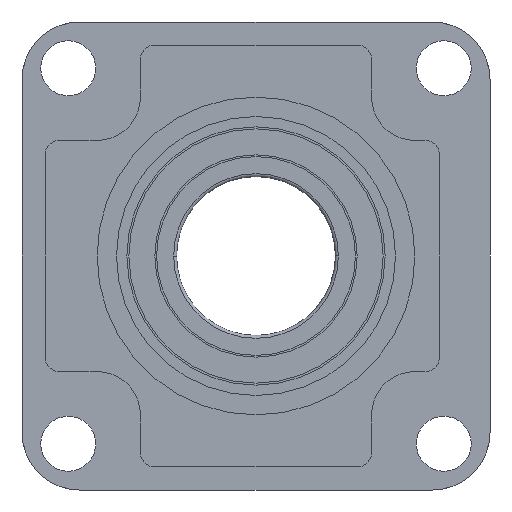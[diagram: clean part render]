
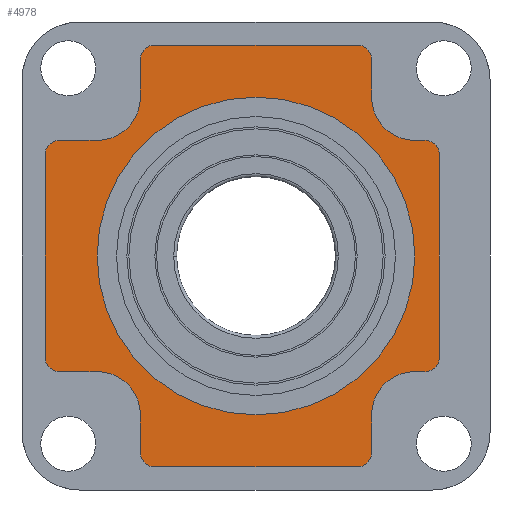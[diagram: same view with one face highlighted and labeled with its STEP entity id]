
A CAD part, front view. The second image highlights one B-rep face of the part: STEP entity #4978.
In plain terms, the highlighted planar face has unit normal (0, -1, 0).
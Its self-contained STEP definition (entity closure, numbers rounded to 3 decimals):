
#1317=CARTESIAN_POINT('',(0.,-13.5,0.));
#1318=DIRECTION('',(0.,1.,0.));
#1319=DIRECTION('',(-1.,0.,0.));
#1320=AXIS2_PLACEMENT_3D('',#1317,#1318,#1319);
#1326=CARTESIAN_POINT('',(35.,-13.5,-68.));
#1327=DIRECTION('',(0.,-1.,0.));
#1328=DIRECTION('',(0.,0.,-1.));
#1329=AXIS2_PLACEMENT_3D('',#1326,#1327,#1328);
#1331=DIRECTION('',(1.,0.,0.));
#1332=VECTOR('',#1331,70.);
#1333=CARTESIAN_POINT('',(-35.,-13.5,-73.));
#1334=LINE('',#1333,#1332);
#1335=CARTESIAN_POINT('',(-35.,-13.5,-68.));
#1336=DIRECTION('',(0.,-1.,0.));
#1337=DIRECTION('',(-1.,0.,0.));
#1338=AXIS2_PLACEMENT_3D('',#1335,#1336,#1337);
#1340=DIRECTION('',(0.,0.,-1.));
#1341=VECTOR('',#1340,13.);
#1342=CARTESIAN_POINT('',(-40.,-13.5,-55.));
#1343=LINE('',#1342,#1341);
#1344=CARTESIAN_POINT('',(-55.,-13.5,-55.));
#1345=DIRECTION('',(0.,1.,0.));
#1346=DIRECTION('',(0.,0.,1.));
#1347=AXIS2_PLACEMENT_3D('',#1344,#1345,#1346);
#1349=DIRECTION('',(1.,0.,0.));
#1350=VECTOR('',#1349,13.);
#1351=CARTESIAN_POINT('',(-68.,-13.5,-40.));
#1352=LINE('',#1351,#1350);
#1353=CARTESIAN_POINT('',(-68.,-13.5,-35.));
#1354=DIRECTION('',(0.,-1.,0.));
#1355=DIRECTION('',(-1.,0.,0.));
#1356=AXIS2_PLACEMENT_3D('',#1353,#1354,#1355);
#1358=DIRECTION('',(0.,0.,-1.));
#1359=VECTOR('',#1358,70.);
#1360=CARTESIAN_POINT('',(-73.,-13.5,35.));
#1361=LINE('',#1360,#1359);
#1362=CARTESIAN_POINT('',(-68.,-13.5,35.));
#1363=DIRECTION('',(0.,-1.,0.));
#1364=DIRECTION('',(0.,0.,1.));
#1365=AXIS2_PLACEMENT_3D('',#1362,#1363,#1364);
#1367=DIRECTION('',(-1.,0.,0.));
#1368=VECTOR('',#1367,13.);
#1369=CARTESIAN_POINT('',(-55.,-13.5,40.));
#1370=LINE('',#1369,#1368);
#1371=CARTESIAN_POINT('',(-55.,-13.5,55.));
#1372=DIRECTION('',(0.,1.,0.));
#1373=DIRECTION('',(1.,0.,0.));
#1374=AXIS2_PLACEMENT_3D('',#1371,#1372,#1373);
#1376=DIRECTION('',(0.,0.,-1.));
#1377=VECTOR('',#1376,13.);
#1378=CARTESIAN_POINT('',(-40.,-13.5,68.));
#1379=LINE('',#1378,#1377);
#1380=CARTESIAN_POINT('',(-35.,-13.5,68.));
#1381=DIRECTION('',(0.,-1.,0.));
#1382=DIRECTION('',(0.,0.,1.));
#1383=AXIS2_PLACEMENT_3D('',#1380,#1381,#1382);
#1385=DIRECTION('',(-1.,0.,0.));
#1386=VECTOR('',#1385,70.);
#1387=CARTESIAN_POINT('',(35.,-13.5,73.));
#1388=LINE('',#1387,#1386);
#1389=CARTESIAN_POINT('',(35.,-13.5,68.));
#1390=DIRECTION('',(0.,-1.,0.));
#1391=DIRECTION('',(1.,0.,0.));
#1392=AXIS2_PLACEMENT_3D('',#1389,#1390,#1391);
#1394=DIRECTION('',(0.,0.,1.));
#1395=VECTOR('',#1394,13.);
#1396=CARTESIAN_POINT('',(40.,-13.5,55.));
#1397=LINE('',#1396,#1395);
#1398=CARTESIAN_POINT('',(55.,-13.5,55.));
#1399=DIRECTION('',(0.,1.,0.));
#1400=DIRECTION('',(0.,0.,-1.));
#1401=AXIS2_PLACEMENT_3D('',#1398,#1399,#1400);
#1403=DIRECTION('',(-1.,0.,0.));
#1404=VECTOR('',#1403,3.5);
#1405=CARTESIAN_POINT('',(58.5,-13.5,40.));
#1406=LINE('',#1405,#1404);
#1407=CARTESIAN_POINT('',(58.5,-13.5,35.));
#1408=DIRECTION('',(0.,-1.,0.));
#1409=DIRECTION('',(1.,0.,0.));
#1410=AXIS2_PLACEMENT_3D('',#1407,#1408,#1409);
#1412=DIRECTION('',(0.,0.,1.));
#1413=VECTOR('',#1412,70.);
#1414=CARTESIAN_POINT('',(63.5,-13.5,-35.));
#1415=LINE('',#1414,#1413);
#1416=CARTESIAN_POINT('',(58.5,-13.5,-35.));
#1417=DIRECTION('',(0.,-1.,0.));
#1418=DIRECTION('',(0.,0.,-1.));
#1419=AXIS2_PLACEMENT_3D('',#1416,#1417,#1418);
#1421=DIRECTION('',(1.,0.,0.));
#1422=VECTOR('',#1421,3.5);
#1423=CARTESIAN_POINT('',(55.,-13.5,-40.));
#1424=LINE('',#1423,#1422);
#1425=CARTESIAN_POINT('',(55.,-13.5,-55.));
#1426=DIRECTION('',(0.,1.,0.));
#1427=DIRECTION('',(-1.,0.,0.));
#1428=AXIS2_PLACEMENT_3D('',#1425,#1426,#1427);
#1430=DIRECTION('',(0.,0.,1.));
#1431=VECTOR('',#1430,13.);
#1432=CARTESIAN_POINT('',(40.,-13.5,-68.));
#1433=LINE('',#1432,#1431);
#1434=CARTESIAN_POINT('',(0.,-13.5,0.));
#1435=DIRECTION('',(0.,1.,0.));
#1436=DIRECTION('',(1.,0.,0.));
#1437=AXIS2_PLACEMENT_3D('',#1434,#1435,#1436);
#3077=CARTESIAN_POINT('',(40.,-13.5,-55.));
#3078=CARTESIAN_POINT('',(55.,-13.5,-40.));
#3079=VERTEX_POINT('',#3077);
#3080=VERTEX_POINT('',#3078);
#3081=CARTESIAN_POINT('',(55.,-13.5,40.));
#3082=CARTESIAN_POINT('',(40.,-13.5,55.));
#3083=VERTEX_POINT('',#3081);
#3084=VERTEX_POINT('',#3082);
#3085=CARTESIAN_POINT('',(-40.,-13.5,55.));
#3086=CARTESIAN_POINT('',(-55.,-13.5,40.));
#3087=VERTEX_POINT('',#3085);
#3088=VERTEX_POINT('',#3086);
#3089=CARTESIAN_POINT('',(-55.,-13.5,-40.));
#3090=CARTESIAN_POINT('',(-40.,-13.5,-55.));
#3091=VERTEX_POINT('',#3089);
#3092=VERTEX_POINT('',#3090);
#3109=CARTESIAN_POINT('',(35.,-13.5,-73.));
#3110=CARTESIAN_POINT('',(40.,-13.5,-68.));
#3111=VERTEX_POINT('',#3109);
#3112=VERTEX_POINT('',#3110);
#3117=CARTESIAN_POINT('',(-40.,-13.5,-68.));
#3118=CARTESIAN_POINT('',(-35.,-13.5,-73.));
#3119=VERTEX_POINT('',#3117);
#3120=VERTEX_POINT('',#3118);
#3125=CARTESIAN_POINT('',(-73.,-13.5,-35.));
#3126=CARTESIAN_POINT('',(-68.,-13.5,-40.));
#3127=VERTEX_POINT('',#3125);
#3128=VERTEX_POINT('',#3126);
#3133=CARTESIAN_POINT('',(58.5,-13.5,-40.));
#3134=CARTESIAN_POINT('',(63.5,-13.5,-35.));
#3135=VERTEX_POINT('',#3133);
#3136=VERTEX_POINT('',#3134);
#3141=CARTESIAN_POINT('',(-68.,-13.5,40.));
#3142=CARTESIAN_POINT('',(-73.,-13.5,35.));
#3143=VERTEX_POINT('',#3141);
#3144=VERTEX_POINT('',#3142);
#3149=CARTESIAN_POINT('',(-35.,-13.5,73.));
#3150=CARTESIAN_POINT('',(-40.,-13.5,68.));
#3151=VERTEX_POINT('',#3149);
#3152=VERTEX_POINT('',#3150);
#3157=CARTESIAN_POINT('',(63.5,-13.5,35.));
#3158=VERTEX_POINT('',#3157);
#3159=CARTESIAN_POINT('',(35.,-13.5,73.));
#3160=VERTEX_POINT('',#3159);
#3165=CARTESIAN_POINT('',(40.,-13.5,68.));
#3166=VERTEX_POINT('',#3165);
#3169=CARTESIAN_POINT('',(58.5,-13.5,40.));
#3170=VERTEX_POINT('',#3169);
#3201=CARTESIAN_POINT('',(-55.,-13.5,0.));
#3202=CARTESIAN_POINT('',(55.,-13.5,0.));
#3203=VERTEX_POINT('',#3201);
#3204=VERTEX_POINT('',#3202);
#4918=CARTESIAN_POINT('',(0.,-13.5,0.));
#4919=DIRECTION('',(0.,-1.,0.));
#4920=DIRECTION('',(-1.,0.,0.));
#4921=AXIS2_PLACEMENT_3D('',#4918,#4919,#4920);
#4922=PLANE('',#4921);
#4924=ORIENTED_EDGE('',*,*,#4923,.F.);
#4926=ORIENTED_EDGE('',*,*,#4925,.F.);
#4928=ORIENTED_EDGE('',*,*,#4927,.F.);
#4930=ORIENTED_EDGE('',*,*,#4929,.F.);
#4932=ORIENTED_EDGE('',*,*,#4931,.F.);
#4934=ORIENTED_EDGE('',*,*,#4933,.F.);
#4936=ORIENTED_EDGE('',*,*,#4935,.F.);
#4938=ORIENTED_EDGE('',*,*,#4937,.F.);
#4940=ORIENTED_EDGE('',*,*,#4939,.F.);
#4942=ORIENTED_EDGE('',*,*,#4941,.F.);
#4944=ORIENTED_EDGE('',*,*,#4943,.F.);
#4946=ORIENTED_EDGE('',*,*,#4945,.F.);
#4948=ORIENTED_EDGE('',*,*,#4947,.F.);
#4950=ORIENTED_EDGE('',*,*,#4949,.F.);
#4952=ORIENTED_EDGE('',*,*,#4951,.F.);
#4954=ORIENTED_EDGE('',*,*,#4953,.F.);
#4956=ORIENTED_EDGE('',*,*,#4955,.F.);
#4958=ORIENTED_EDGE('',*,*,#4957,.F.);
#4960=ORIENTED_EDGE('',*,*,#4959,.F.);
#4962=ORIENTED_EDGE('',*,*,#4961,.F.);
#4964=ORIENTED_EDGE('',*,*,#4963,.F.);
#4966=ORIENTED_EDGE('',*,*,#4965,.F.);
#4968=ORIENTED_EDGE('',*,*,#4967,.F.);
#4970=ORIENTED_EDGE('',*,*,#4969,.F.);
#4971=EDGE_LOOP('',(#4924,#4926,#4928,#4930,#4932,#4934,#4936,#4938,#4940,#4942,
#4944,#4946,#4948,#4950,#4952,#4954,#4956,#4958,#4960,#4962,#4964,#4966,#4968,
#4970));
#4972=FACE_OUTER_BOUND('',#4971,.F.);
#4973=ORIENTED_EDGE('',*,*,#4908,.F.);
#4975=ORIENTED_EDGE('',*,*,#4974,.F.);
#4976=EDGE_LOOP('',(#4973,#4975));
#4977=FACE_BOUND('',#4976,.F.);
#4978=ADVANCED_FACE('',(#4972,#4977),#4922,.T.);
#1321=CIRCLE('',#1320,55.);
#1330=CIRCLE('',#1329,5.);
#1339=CIRCLE('',#1338,5.);
#1348=CIRCLE('',#1347,15.);
#1357=CIRCLE('',#1356,5.);
#1366=CIRCLE('',#1365,5.);
#1375=CIRCLE('',#1374,15.);
#1384=CIRCLE('',#1383,5.);
#1393=CIRCLE('',#1392,5.);
#1402=CIRCLE('',#1401,15.);
#1411=CIRCLE('',#1410,5.);
#1420=CIRCLE('',#1419,5.);
#1429=CIRCLE('',#1428,15.);
#1438=CIRCLE('',#1437,55.);
#4908=EDGE_CURVE('',#3203,#3204,#1321,.T.);
#4923=EDGE_CURVE('',#3111,#3112,#1330,.T.);
#4925=EDGE_CURVE('',#3120,#3111,#1334,.T.);
#4927=EDGE_CURVE('',#3119,#3120,#1339,.T.);
#4929=EDGE_CURVE('',#3092,#3119,#1343,.T.);
#4931=EDGE_CURVE('',#3091,#3092,#1348,.T.);
#4933=EDGE_CURVE('',#3128,#3091,#1352,.T.);
#4935=EDGE_CURVE('',#3127,#3128,#1357,.T.);
#4937=EDGE_CURVE('',#3144,#3127,#1361,.T.);
#4939=EDGE_CURVE('',#3143,#3144,#1366,.T.);
#4941=EDGE_CURVE('',#3088,#3143,#1370,.T.);
#4943=EDGE_CURVE('',#3087,#3088,#1375,.T.);
#4945=EDGE_CURVE('',#3152,#3087,#1379,.T.);
#4947=EDGE_CURVE('',#3151,#3152,#1384,.T.);
#4949=EDGE_CURVE('',#3160,#3151,#1388,.T.);
#4951=EDGE_CURVE('',#3166,#3160,#1393,.T.);
#4953=EDGE_CURVE('',#3084,#3166,#1397,.T.);
#4955=EDGE_CURVE('',#3083,#3084,#1402,.T.);
#4957=EDGE_CURVE('',#3170,#3083,#1406,.T.);
#4959=EDGE_CURVE('',#3158,#3170,#1411,.T.);
#4961=EDGE_CURVE('',#3136,#3158,#1415,.T.);
#4963=EDGE_CURVE('',#3135,#3136,#1420,.T.);
#4965=EDGE_CURVE('',#3080,#3135,#1424,.T.);
#4967=EDGE_CURVE('',#3079,#3080,#1429,.T.);
#4969=EDGE_CURVE('',#3112,#3079,#1433,.T.);
#4974=EDGE_CURVE('',#3204,#3203,#1438,.T.);
